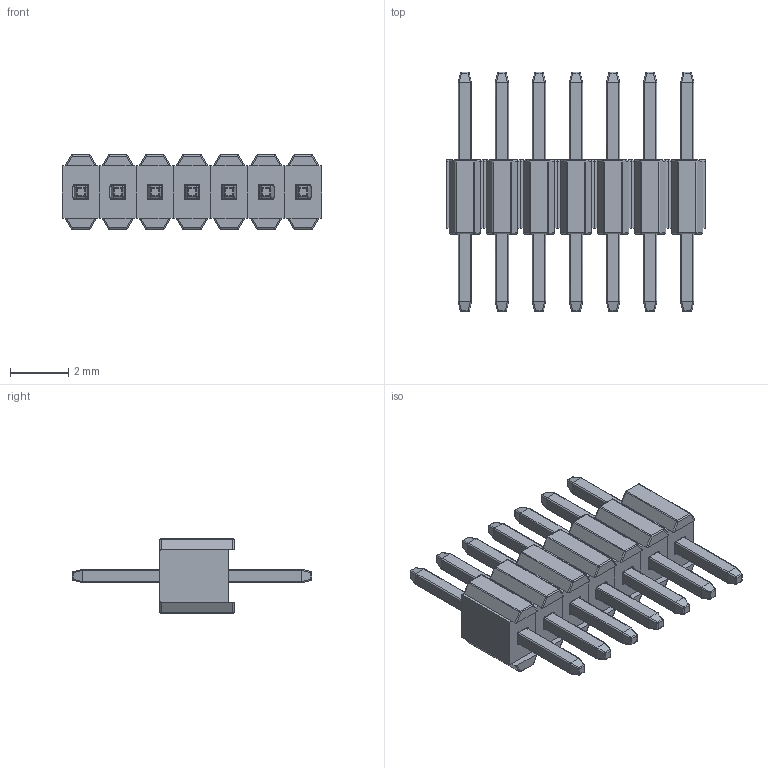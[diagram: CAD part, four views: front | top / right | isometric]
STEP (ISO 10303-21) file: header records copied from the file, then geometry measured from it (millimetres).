
FILE_DESCRIPTION (( 'STEP AP214' ), '1' );
FILE_NAME ('HPH1 B 07 UA.STEP', '2019-04-11T13:39:09', ( '' ), ( '' ), 'SwSTEP 2.0', 'SolidWorks 2014', '' );
FILE_SCHEMA (( 'AUTOMOTIVE_DESIGN' ));
Length unit declared in the file: millimetre
Products named in the file (1): HPH1 B 07 UA
Bounding box: 8.89 x 8.2 x 2.54 mm (x, y, z)
Volume: 56.9 mm3; surface area: 291.2 mm2
Topology: 21 solids, 21 shells, 854 faces, 2044 edges, 1120 vertices
Faces by surface type: cylinder 392, plane 294, sphere 112, torus 56
Entity records: 23570 total; most frequent: CARTESIAN_POINT 4579, DIRECTION 4062, ORIENTED_EDGE 3864, EDGE_CURVE 1932, AXIS2_PLACEMENT_3D 1499, VERTEX_POINT 1120, LINE 1064, VECTOR 1064
